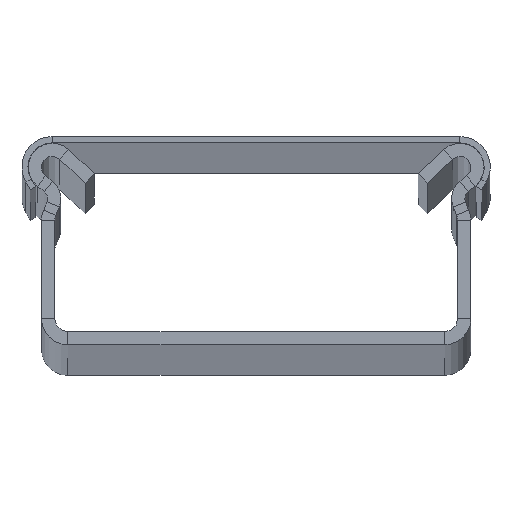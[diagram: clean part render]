
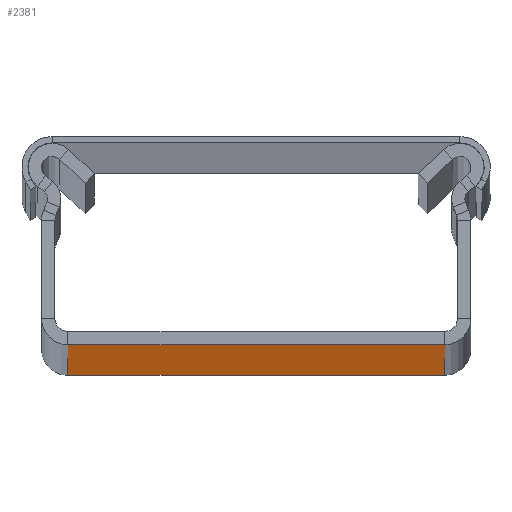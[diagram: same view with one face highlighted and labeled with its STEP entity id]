
A CAD part, top view. The second image highlights one B-rep face of the part: STEP entity #2381.
In plain terms, the highlighted planar face has unit normal (0, -1, 0).
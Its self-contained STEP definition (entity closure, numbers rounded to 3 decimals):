
#5 = DIRECTION ( 'NONE',  ( 0., 0., -1. ) ) ;
#14 = EDGE_CURVE ( 'NONE', #1224, #598, #1969, .T. ) ;
#57 = DIRECTION ( 'NONE',  ( 0., 1., 0. ) ) ;
#170 = EDGE_CURVE ( 'NONE', #776, #1872, #1491, .T. ) ;
#176 = ORIENTED_EDGE ( 'NONE', *, *, #14, .F. ) ;
#194 = CARTESIAN_POINT ( 'NONE',  ( 21.5, -1.5, -1000. ) ) ;
#206 = CARTESIAN_POINT ( 'NONE',  ( 21.5, -1.5, 1000. ) ) ;
#219 = VECTOR ( 'NONE', #2351, 1000. ) ;
#350 = LINE ( 'NONE', #1854, #602 ) ;
#352 = CARTESIAN_POINT ( 'NONE',  ( 24.5, -1.5, -1000. ) ) ;
#436 = DIRECTION ( 'NONE',  ( 0., 0., 1. ) ) ;
#561 = ORIENTED_EDGE ( 'NONE', *, *, #170, .F. ) ;
#570 = VECTOR ( 'NONE', #744, 1000. ) ;
#598 = VERTEX_POINT ( 'NONE', #206 ) ;
#602 = VECTOR ( 'NONE', #5, 1000. ) ;
#619 = PLANE ( 'NONE',  #1422 ) ;
#625 = ORIENTED_EDGE ( 'NONE', *, *, #1442, .T. ) ;
#697 = CARTESIAN_POINT ( 'NONE',  ( 24.5, -1.5, 1000. ) ) ;
#744 = DIRECTION ( 'NONE',  ( -1., 0., 0. ) ) ;
#776 = VERTEX_POINT ( 'NONE', #194 ) ;
#957 = EDGE_CURVE ( 'NONE', #776, #598, #2196, .T. ) ;
#1061 = CARTESIAN_POINT ( 'NONE',  ( 21.5, -1.5, -1000. ) ) ;
#1073 = ORIENTED_EDGE ( 'NONE', *, *, #957, .T. ) ;
#1224 = VERTEX_POINT ( 'NONE', #2299 ) ;
#1228 = CARTESIAN_POINT ( 'NONE',  ( 0., -1.5, 0. ) ) ;
#1384 = EDGE_LOOP ( 'NONE', ( #625, #561, #1073, #176 ) ) ;
#1422 = AXIS2_PLACEMENT_3D ( 'NONE', #1228, #57, #436 ) ;
#1442 = EDGE_CURVE ( 'NONE', #1224, #1872, #350, .T. ) ;
#1491 = LINE ( 'NONE', #352, #570 ) ;
#1783 = CARTESIAN_POINT ( 'NONE',  ( -21.5, -1.5, -1000. ) ) ;
#1854 = CARTESIAN_POINT ( 'NONE',  ( -21.5, -1.5, 1000. ) ) ;
#1872 = VERTEX_POINT ( 'NONE', #1783 ) ;
#1969 = LINE ( 'NONE', #697, #219 ) ;
#2011 = VECTOR ( 'NONE', #2016, 1000. ) ;
#2016 = DIRECTION ( 'NONE',  ( 0., 0., 1. ) ) ;
#2196 = LINE ( 'NONE', #1061, #2011 ) ;
#2299 = CARTESIAN_POINT ( 'NONE',  ( -21.5, -1.5, 1000. ) ) ;
#2314 = FACE_OUTER_BOUND ( 'NONE', #1384, .T. ) ;
#2351 = DIRECTION ( 'NONE',  ( 1., 0., 0. ) ) ;
#2381 = ADVANCED_FACE ( 'NONE', ( #2314 ), #619, .F. ) ;
